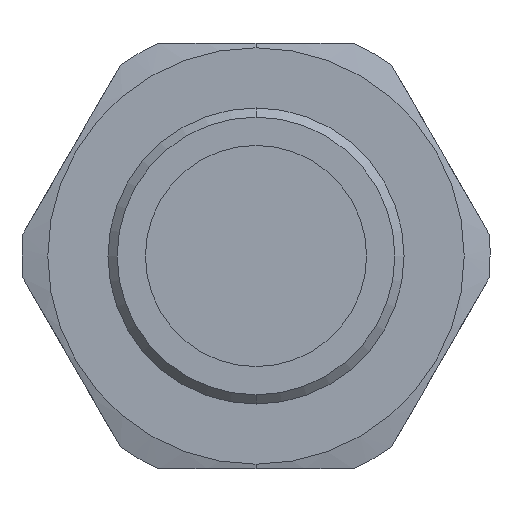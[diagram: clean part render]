
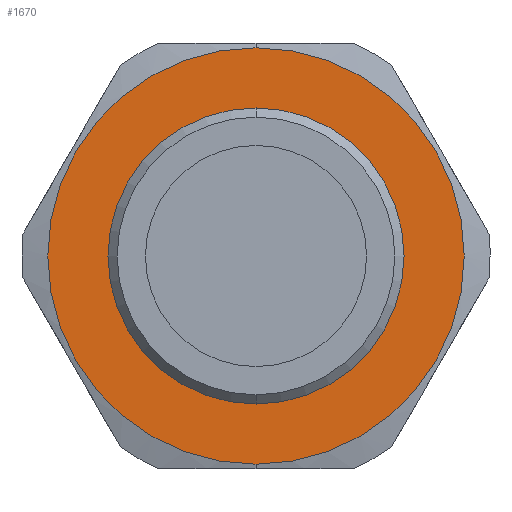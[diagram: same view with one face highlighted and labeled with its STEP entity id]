
A CAD part, left-side view. The second image highlights one B-rep face of the part: STEP entity #1670.
In plain terms, the highlighted planar face has unit normal (-1, 0, 0).
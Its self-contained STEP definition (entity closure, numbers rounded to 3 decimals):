
#52 = DIRECTION ( 'NONE',  ( 1., 0., 0. ) ) ;
#132 = ORIENTED_EDGE ( 'NONE', *, *, #1144, .F. ) ;
#185 = DIRECTION ( 'NONE',  ( 0., 0., 1. ) ) ;
#205 = EDGE_LOOP ( 'NONE', ( #2547, #2071 ) ) ;
#267 = VERTEX_POINT ( 'NONE', #2501 ) ;
#453 = CARTESIAN_POINT ( 'NONE',  ( 15., 0., 0. ) ) ;
#552 = CARTESIAN_POINT ( 'NONE',  ( 15., 0., 0. ) ) ;
#760 = CIRCLE ( 'NONE', #3094, 22.5 ) ;
#803 = VERTEX_POINT ( 'NONE', #2216 ) ;
#924 = EDGE_CURVE ( 'NONE', #1159, #1307, #1243, .T. ) ;
#1144 = EDGE_CURVE ( 'NONE', #267, #803, #1400, .T. ) ;
#1159 = VERTEX_POINT ( 'NONE', #1909 ) ;
#1212 = DIRECTION ( 'NONE',  ( -1., 0., 0. ) ) ;
#1213 = AXIS2_PLACEMENT_3D ( 'NONE', #2098, #1651, #2169 ) ;
#1243 = CIRCLE ( 'NONE', #1778, 22.5 ) ;
#1307 = VERTEX_POINT ( 'NONE', #1475 ) ;
#1351 = DIRECTION ( 'NONE',  ( -1., 0., 0. ) ) ;
#1400 = CIRCLE ( 'NONE', #1213, 16. ) ;
#1475 = CARTESIAN_POINT ( 'NONE',  ( 15., 0., -22.5 ) ) ;
#1651 = DIRECTION ( 'NONE',  ( -1., 0., 0. ) ) ;
#1670 = ADVANCED_FACE ( 'NONE', ( #2419, #2504 ), #2990, .F. ) ;
#1778 = AXIS2_PLACEMENT_3D ( 'NONE', #453, #3093, #2324 ) ;
#1880 = DIRECTION ( 'NONE',  ( 0., 0., -1. ) ) ;
#1909 = CARTESIAN_POINT ( 'NONE',  ( 15., 0., 22.5 ) ) ;
#2041 = AXIS2_PLACEMENT_3D ( 'NONE', #552, #1351, #3221 ) ;
#2071 = ORIENTED_EDGE ( 'NONE', *, *, #924, .T. ) ;
#2098 = CARTESIAN_POINT ( 'NONE',  ( 15., 0., 0. ) ) ;
#2157 = ORIENTED_EDGE ( 'NONE', *, *, #2449, .F. ) ;
#2169 = DIRECTION ( 'NONE',  ( 0., 0., 1. ) ) ;
#2216 = CARTESIAN_POINT ( 'NONE',  ( 15., 0., 16. ) ) ;
#2324 = DIRECTION ( 'NONE',  ( 0., 0., 1. ) ) ;
#2419 = FACE_BOUND ( 'NONE', #2448, .T. ) ;
#2448 = EDGE_LOOP ( 'NONE', ( #132, #2157 ) ) ;
#2449 = EDGE_CURVE ( 'NONE', #803, #267, #2595, .T. ) ;
#2501 = CARTESIAN_POINT ( 'NONE',  ( 15., 0., -16. ) ) ;
#2504 = FACE_OUTER_BOUND ( 'NONE', #205, .T. ) ;
#2547 = ORIENTED_EDGE ( 'NONE', *, *, #2756, .T. ) ;
#2595 = CIRCLE ( 'NONE', #2041, 16. ) ;
#2756 = EDGE_CURVE ( 'NONE', #1307, #1159, #760, .T. ) ;
#2990 = PLANE ( 'NONE',  #3329 ) ;
#3093 = DIRECTION ( 'NONE',  ( -1., 0., 0. ) ) ;
#3094 = AXIS2_PLACEMENT_3D ( 'NONE', #3284, #1212, #185 ) ;
#3221 = DIRECTION ( 'NONE',  ( 0., 0., 1. ) ) ;
#3256 = CARTESIAN_POINT ( 'NONE',  ( 15., 16., 0. ) ) ;
#3284 = CARTESIAN_POINT ( 'NONE',  ( 15., 0., 0. ) ) ;
#3329 = AXIS2_PLACEMENT_3D ( 'NONE', #3256, #52, #1880 ) ;
